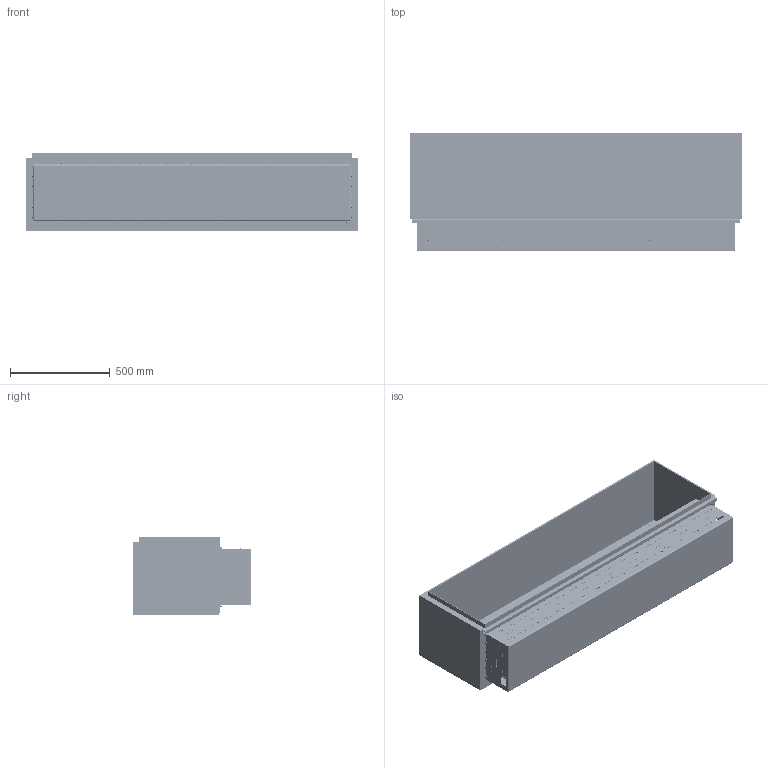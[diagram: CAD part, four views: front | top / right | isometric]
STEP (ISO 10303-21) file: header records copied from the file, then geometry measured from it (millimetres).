
FILE_DESCRIPTION (( 'STEP AP203' ), '1' );
FILE_NAME ('PJ00190-B-14.STEP', '2019-02-28T12:14:49', ( '' ), ( '' ), 'SwSTEP 2.0', 'SolidWorks 2019', '' );
FILE_SCHEMA (( 'CONFIG_CONTROL_DESIGN' ));
Length unit declared in the file: millimetre
Products named in the file (25): PT10887-A-V3_PT11214-A-V3; PT07661-A-A2; PT10931-A-AC_PT10932-A-AC; PT10937-A-AC_PT11190-A-AC; PT12666-A-A2; PT10940-B-AC_PT11210-B-AC; PT10939-C-AC_PT11206-B-AC; PT11194-C-AC; PT11534-A-IL_PT11845-A-IL; PT11854-A-IF_PT11857-A-IF; PT10931-A-AC_PT10933-A-AC; PJ00153-O-05-C. EVO PLUS 1200; PT12666-A-A2_PT12667-A-A2; PT11535-A-IL; PT10938-B-AC_PT11451-B-AC; PT11533-A-IL_PT11541-A-IL; AS04037-A-01_AS04059-A-01; PT11975-A-AC_PT11974-A-AC; PT11198-B-AC_PT11198-B-AC; PJ00190-B-14; AS04055-B-01_AS04055-A-01; PT10931-A-AC_PT11202-A-AC; PT00832-A-A2; AS04063-B-01_AS04063-A-01; PT01372-A-AC
Assembly tree (113 placements, depth 4):
  PJ00190-B-14
    AS04063-B-01_AS04063-A-01
      AS04055-B-01_AS04055-A-01
        PT11198-B-AC_PT11198-B-AC
        PT10938-B-AC_PT11451-B-AC  x2
        PT11194-C-AC
        PT10937-A-AC_PT11190-A-AC
        PT11975-A-AC_PT11974-A-AC
        PT10931-A-AC_PT11202-A-AC  x2
        PT10931-A-AC_PT10932-A-AC  x7
        PT10931-A-AC_PT10933-A-AC  x3
        PT01372-A-AC  x37
        PT12666-A-A2  x5
        PT12666-A-A2_PT12667-A-A2  x5
      AS04037-A-01_AS04059-A-01
        PT10939-C-AC_PT11206-B-AC
        PT10940-B-AC_PT11210-B-AC
        PT00832-A-A2  x5
        PT07661-A-A2  x5
        PT11854-A-IF_PT11857-A-IF
      PT11535-A-IL  x2
      PT11533-A-IL_PT11541-A-IL
      PT11534-A-IL_PT11845-A-IL
      PT07661-A-A2  x26
    PT10887-A-V3_PT11214-A-V3
    PJ00153-O-05-C. EVO PLUS 1200
Bounding box: 1666 x 596 x 392.5 mm (x, y, z)
Volume: 59829534.4 mm3; surface area: 14664561.2 mm2
Topology: 152 solids, 152 shells, 8634 faces, 24489 edges, 16148 vertices
Faces by surface type: plane 4869, cylinder 3554, cone 96, bspline 46, torus 38, sphere 31
Full cylindrical faces by diameter (mm): 3 x2, 3.2 x2, 3.3 x13, 3.7 x4, 4 x80, 4.2 x2, 4.3 x25, 4.5 x17, 5 x65, 5.3 x27, 5.5 x2, 6.1 x4, 6.5 x63, 7 x16, 7.3 x2, 9 x2, 10 x31, 10.2 x2, 13 x4, 20 x1, 25 x1, 36 x1
Entity records: 241125 total; most frequent: CARTESIAN_POINT 42667, ORIENTED_EDGE 40288, DIRECTION 40155, EDGE_CURVE 20144, LINE 13961, VECTOR 13961, VERTEX_POINT 13422, AXIS2_PLACEMENT_3D 13097
